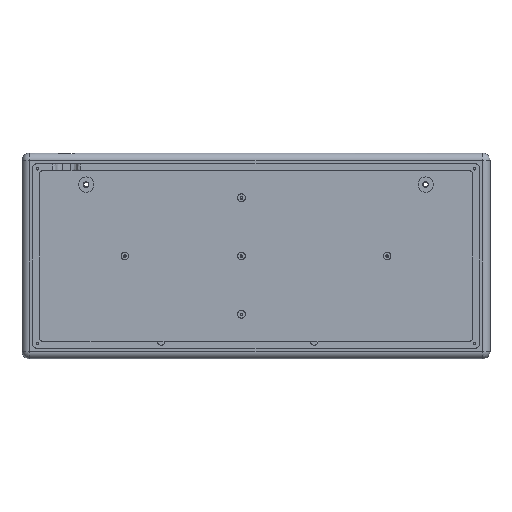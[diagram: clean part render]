
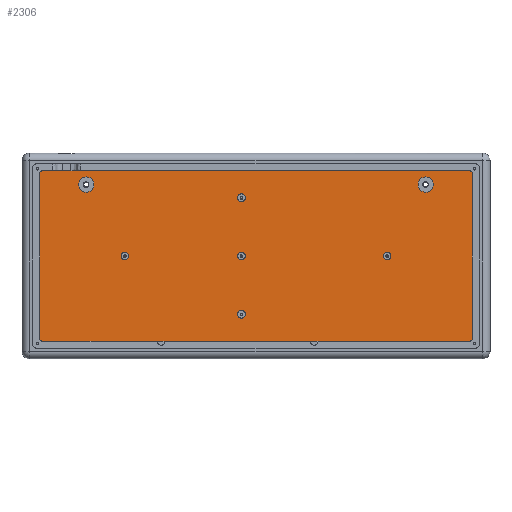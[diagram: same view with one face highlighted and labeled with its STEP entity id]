
A CAD part, top view. The second image highlights one B-rep face of the part: STEP entity #2306.
In plain terms, the highlighted planar face has unit normal (0, 0, 1).
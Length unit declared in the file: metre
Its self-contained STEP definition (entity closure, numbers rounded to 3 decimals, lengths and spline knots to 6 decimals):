
#79=LINE('',#12235,#151);
#80=LINE('',#12240,#152);
#81=LINE('',#12244,#153);
#82=LINE('',#12248,#154);
#151=VECTOR('',#2945,1.);
#152=VECTOR('',#2948,1.);
#153=VECTOR('',#2951,1.);
#154=VECTOR('',#2954,1.);
#385=PLANE('',#2527);
#671=ORIENTED_EDGE('',*,*,#1093,.F.);
#672=ORIENTED_EDGE('',*,*,#1108,.F.);
#673=ORIENTED_EDGE('',*,*,#1123,.F.);
#674=ORIENTED_EDGE('',*,*,#1138,.F.);
#675=ORIENTED_EDGE('',*,*,#1153,.F.);
#676=ORIENTED_EDGE('',*,*,#1282,.T.);
#677=ORIENTED_EDGE('',*,*,#1283,.F.);
#678=ORIENTED_EDGE('',*,*,#1284,.F.);
#679=ORIENTED_EDGE('',*,*,#1285,.T.);
#680=ORIENTED_EDGE('',*,*,#1286,.T.);
#681=ORIENTED_EDGE('',*,*,#1287,.T.);
#682=ORIENTED_EDGE('',*,*,#1288,.T.);
#683=ORIENTED_EDGE('',*,*,#1289,.T.);
#684=ORIENTED_EDGE('',*,*,#1290,.F.);
#685=ORIENTED_EDGE('',*,*,#1291,.T.);
#1093=EDGE_CURVE('',#1438,#1438,#1683,.T.);
#1108=EDGE_CURVE('',#1449,#1449,#1690,.T.);
#1123=EDGE_CURVE('',#1460,#1460,#1697,.T.);
#1138=EDGE_CURVE('',#1471,#1471,#1704,.T.);
#1153=EDGE_CURVE('',#1482,#1482,#1711,.T.);
#1282=EDGE_CURVE('',#1598,#1598,#1755,.F.);
#1283=EDGE_CURVE('',#1599,#1599,#1756,.T.);
#1284=EDGE_CURVE('',#1600,#1601,#79,.T.);
#1285=EDGE_CURVE('',#1600,#1602,#1757,.T.);
#1286=EDGE_CURVE('',#1602,#1603,#80,.T.);
#1287=EDGE_CURVE('',#1603,#1604,#1758,.T.);
#1288=EDGE_CURVE('',#1604,#1605,#81,.T.);
#1289=EDGE_CURVE('',#1605,#1606,#1759,.T.);
#1290=EDGE_CURVE('',#1607,#1606,#82,.T.);
#1291=EDGE_CURVE('',#1607,#1601,#1760,.T.);
#1438=VERTEX_POINT('',#3207);
#1449=VERTEX_POINT('',#4945);
#1460=VERTEX_POINT('',#6683);
#1471=VERTEX_POINT('',#8421);
#1482=VERTEX_POINT('',#10159);
#1598=VERTEX_POINT('',#12232);
#1599=VERTEX_POINT('',#12234);
#1600=VERTEX_POINT('',#12236);
#1601=VERTEX_POINT('',#12237);
#1602=VERTEX_POINT('',#12239);
#1603=VERTEX_POINT('',#12241);
#1604=VERTEX_POINT('',#12243);
#1605=VERTEX_POINT('',#12245);
#1606=VERTEX_POINT('',#12247);
#1607=VERTEX_POINT('',#12249);
#1683=CIRCLE('',#2410,0.0025);
#1690=CIRCLE('',#2423,0.0025);
#1697=CIRCLE('',#2436,0.0025);
#1704=CIRCLE('',#2449,0.0025);
#1711=CIRCLE('',#2462,0.0025);
#1755=CIRCLE('',#2528,0.005);
#1756=CIRCLE('',#2529,0.005);
#1757=CIRCLE('',#2530,0.002);
#1758=CIRCLE('',#2531,0.002);
#1759=CIRCLE('',#2532,0.002);
#1760=CIRCLE('',#2533,0.002);
#1889=EDGE_LOOP('',(#671));
#1890=EDGE_LOOP('',(#672));
#1891=EDGE_LOOP('',(#673));
#1892=EDGE_LOOP('',(#674));
#1893=EDGE_LOOP('',(#675));
#1894=EDGE_LOOP('',(#676));
#1895=EDGE_LOOP('',(#677));
#1896=EDGE_LOOP('',(#678,#679,#680,#681,#682,#683,#684,#685));
#2083=FACE_BOUND('',#1889,.T.);
#2084=FACE_BOUND('',#1890,.T.);
#2085=FACE_BOUND('',#1891,.T.);
#2086=FACE_BOUND('',#1892,.T.);
#2087=FACE_BOUND('',#1893,.T.);
#2088=FACE_BOUND('',#1894,.T.);
#2089=FACE_BOUND('',#1895,.T.);
#2090=FACE_BOUND('',#1896,.T.);
#2306=ADVANCED_FACE('',(#2083,#2084,#2085,#2086,#2087,#2088,#2089,#2090),
#385,.T.);
#2410=AXIS2_PLACEMENT_3D('',#3206,#2654,#2655);
#2423=AXIS2_PLACEMENT_3D('',#4944,#2680,#2681);
#2436=AXIS2_PLACEMENT_3D('',#6682,#2706,#2707);
#2449=AXIS2_PLACEMENT_3D('',#8420,#2732,#2733);
#2462=AXIS2_PLACEMENT_3D('',#10158,#2758,#2759);
#2527=AXIS2_PLACEMENT_3D('',#12230,#2939,#2940);
#2528=AXIS2_PLACEMENT_3D('',#12231,#2941,#2942);
#2529=AXIS2_PLACEMENT_3D('',#12233,#2943,#2944);
#2530=AXIS2_PLACEMENT_3D('',#12238,#2946,#2947);
#2531=AXIS2_PLACEMENT_3D('',#12242,#2949,#2950);
#2532=AXIS2_PLACEMENT_3D('',#12246,#2952,#2953);
#2533=AXIS2_PLACEMENT_3D('',#12250,#2955,#2956);
#2654=DIRECTION('',(0.,0.,1.));
#2655=DIRECTION('',(1.,0.,0.));
#2680=DIRECTION('',(0.,0.,1.));
#2681=DIRECTION('',(1.,0.,0.));
#2706=DIRECTION('',(0.,0.,1.));
#2707=DIRECTION('',(1.,0.,0.));
#2732=DIRECTION('',(0.,0.,1.));
#2733=DIRECTION('',(1.,0.,0.));
#2758=DIRECTION('',(0.,0.,1.));
#2759=DIRECTION('',(1.,0.,0.));
#2939=DIRECTION('',(0.,0.,1.));
#2940=DIRECTION('',(1.,0.,0.));
#2941=DIRECTION('',(0.,0.,1.));
#2942=DIRECTION('',(1.,0.,0.));
#2943=DIRECTION('',(0.,0.,1.));
#2944=DIRECTION('',(1.,0.,0.));
#2945=DIRECTION('',(1.,0.,0.));
#2946=DIRECTION('',(0.,0.,1.));
#2947=DIRECTION('',(1.,0.,0.));
#2948=DIRECTION('',(0.,-1.,0.));
#2949=DIRECTION('',(0.,0.,1.));
#2950=DIRECTION('',(1.,0.,0.));
#2951=DIRECTION('',(1.,0.,0.));
#2952=DIRECTION('',(0.,0.,1.));
#2953=DIRECTION('',(1.,0.,0.));
#2954=DIRECTION('',(0.,-1.,0.));
#2955=DIRECTION('',(0.,0.,1.));
#2956=DIRECTION('',(1.,0.,0.));
#3206=CARTESIAN_POINT('',(-0.085724,0.,0.002));
#3207=CARTESIAN_POINT('',(-0.083224,0.,0.002));
#4944=CARTESIAN_POINT('',(-0.009524,0.,0.002));
#4945=CARTESIAN_POINT('',(-0.007024,0.,0.002));
#6682=CARTESIAN_POINT('',(-0.009524,-0.0381,0.002));
#6683=CARTESIAN_POINT('',(-0.007024,-0.0381,0.002));
#8420=CARTESIAN_POINT('',(-0.009524,0.0381,0.002));
#8421=CARTESIAN_POINT('',(-0.007024,0.0381,0.002));
#10158=CARTESIAN_POINT('',(0.085726,0.,0.002));
#10159=CARTESIAN_POINT('',(0.088226,0.,0.002));
#12230=CARTESIAN_POINT('',(0.,0.,0.002));
#12231=CARTESIAN_POINT('',(0.111,0.046725,0.002));
#12232=CARTESIAN_POINT('',(0.116,0.046725,0.002));
#12233=CARTESIAN_POINT('',(-0.111,0.046725,0.002));
#12234=CARTESIAN_POINT('',(-0.106,0.046725,0.002));
#12235=CARTESIAN_POINT('',(0.,0.0558,0.002));
#12236=CARTESIAN_POINT('',(-0.1395,0.0558,0.002));
#12237=CARTESIAN_POINT('',(0.1395,0.0558,0.002));
#12238=CARTESIAN_POINT('',(-0.1395,0.0538,0.002));
#12239=CARTESIAN_POINT('',(-0.1415,0.0538,0.002));
#12240=CARTESIAN_POINT('',(-0.1415,0.,0.002));
#12241=CARTESIAN_POINT('',(-0.1415,-0.0538,0.002));
#12242=CARTESIAN_POINT('',(-0.1395,-0.0538,0.002));
#12243=CARTESIAN_POINT('',(-0.1395,-0.0558,0.002));
#12244=CARTESIAN_POINT('',(0.,-0.0558,0.002));
#12245=CARTESIAN_POINT('',(0.1395,-0.0558,0.002));
#12246=CARTESIAN_POINT('',(0.1395,-0.0538,0.002));
#12247=CARTESIAN_POINT('',(0.1415,-0.0538,0.002));
#12248=CARTESIAN_POINT('',(0.1415,0.,0.002));
#12249=CARTESIAN_POINT('',(0.1415,0.0538,0.002));
#12250=CARTESIAN_POINT('',(0.1395,0.0538,0.002));
